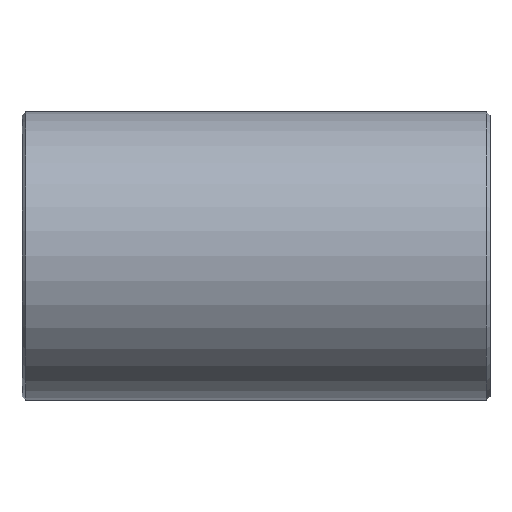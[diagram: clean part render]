
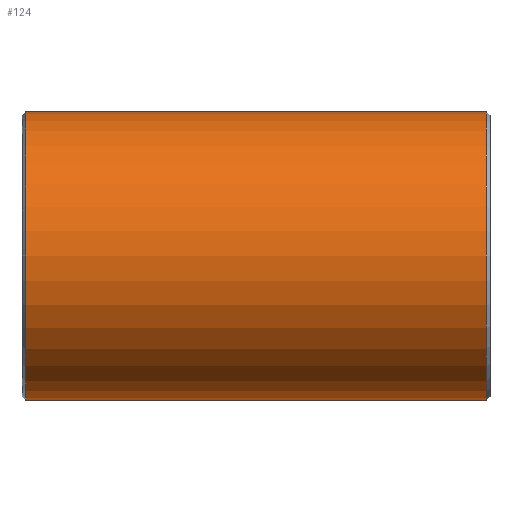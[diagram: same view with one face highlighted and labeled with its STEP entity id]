
A CAD part, front view. The second image highlights one B-rep face of the part: STEP entity #124.
In plain terms, the highlighted cylindrical face has radius 109.537 mm (diameter 219.075 mm), a partial arc.
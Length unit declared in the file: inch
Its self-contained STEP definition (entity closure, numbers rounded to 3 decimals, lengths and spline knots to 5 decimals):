
#8 = CARTESIAN_POINT ( 'NONE',  ( 6.89267, 0., 0. ) ) ;
#27 = ORIENTED_EDGE ( 'NONE', *, *, #64, .F. ) ;
#41 = CARTESIAN_POINT ( 'NONE',  ( 7., 0., 4.3125 ) ) ;
#64 = EDGE_CURVE ( 'NONE', #154, #663, #241, .T. ) ;
#124 = ADVANCED_FACE ( 'NONE', ( #577 ), #364, .T. ) ;
#154 = VERTEX_POINT ( 'NONE', #357 ) ;
#163 = CARTESIAN_POINT ( 'NONE',  ( -6.89267, 0., -4.3125 ) ) ;
#170 = VECTOR ( 'NONE', #887, 39.37008 ) ;
#218 = ORIENTED_EDGE ( 'NONE', *, *, #250, .T. ) ;
#234 = ORIENTED_EDGE ( 'NONE', *, *, #589, .T. ) ;
#241 = LINE ( 'NONE', #898, #170 ) ;
#250 = EDGE_CURVE ( 'NONE', #535, #663, #820, .T. ) ;
#252 = AXIS2_PLACEMENT_3D ( 'NONE', #8, #273, #578 ) ;
#273 = DIRECTION ( 'NONE',  ( -1., 0., 0. ) ) ;
#274 = ORIENTED_EDGE ( 'NONE', *, *, #495, .T. ) ;
#283 = VERTEX_POINT ( 'NONE', #504 ) ;
#337 = CARTESIAN_POINT ( 'NONE',  ( -6.89267, 0., 4.3125 ) ) ;
#357 = CARTESIAN_POINT ( 'NONE',  ( 6.89267, 0., -4.3125 ) ) ;
#364 = CYLINDRICAL_SURFACE ( 'NONE', #874, 4.3125 ) ;
#369 = EDGE_LOOP ( 'NONE', ( #27, #234, #274, #218 ) ) ;
#432 = DIRECTION ( 'NONE',  ( -1., 0., 0. ) ) ;
#495 = EDGE_CURVE ( 'NONE', #283, #535, #745, .T. ) ;
#504 = CARTESIAN_POINT ( 'NONE',  ( 6.89267, 0., 4.3125 ) ) ;
#510 = AXIS2_PLACEMENT_3D ( 'NONE', #839, #634, #640 ) ;
#535 = VERTEX_POINT ( 'NONE', #337 ) ;
#577 = FACE_OUTER_BOUND ( 'NONE', #369, .T. ) ;
#578 = DIRECTION ( 'NONE',  ( 0., 0., -1. ) ) ;
#589 = EDGE_CURVE ( 'NONE', #154, #283, #721, .T. ) ;
#623 = VECTOR ( 'NONE', #877, 39.37008 ) ;
#634 = DIRECTION ( 'NONE',  ( 1., 0., 0. ) ) ;
#640 = DIRECTION ( 'NONE',  ( 0., 0., 1. ) ) ;
#663 = VERTEX_POINT ( 'NONE', #163 ) ;
#719 = CARTESIAN_POINT ( 'NONE',  ( 7., 0., 0. ) ) ;
#721 = CIRCLE ( 'NONE', #252, 4.3125 ) ;
#745 = LINE ( 'NONE', #41, #623 ) ;
#820 = CIRCLE ( 'NONE', #510, 4.3125 ) ;
#839 = CARTESIAN_POINT ( 'NONE',  ( -6.89267, 0., 0. ) ) ;
#866 = DIRECTION ( 'NONE',  ( 0., 0., 1. ) ) ;
#874 = AXIS2_PLACEMENT_3D ( 'NONE', #719, #432, #866 ) ;
#877 = DIRECTION ( 'NONE',  ( -1., 0., 0. ) ) ;
#887 = DIRECTION ( 'NONE',  ( -1., 0., 0. ) ) ;
#898 = CARTESIAN_POINT ( 'NONE',  ( 7., 0., -4.3125 ) ) ;
